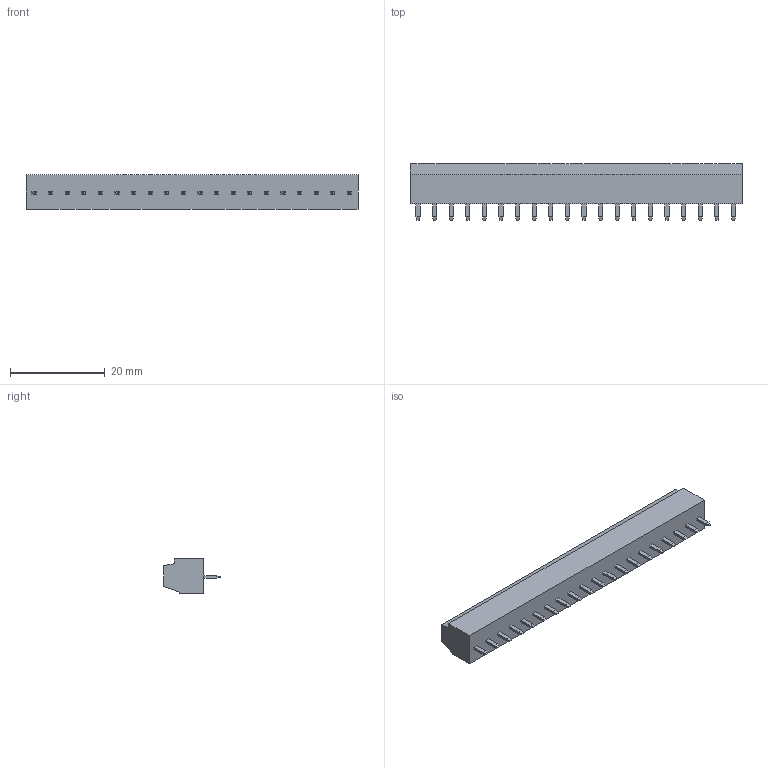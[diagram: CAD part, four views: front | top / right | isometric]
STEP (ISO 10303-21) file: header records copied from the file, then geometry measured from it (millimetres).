
FILE_DESCRIPTION((''),'2;1');
FILE_NAME('393570020','2015-01-07T',('me'),(''),'PRO/ENGINEER BY PARAMETRIC TECHNOLOGY CORPORATION, 2011490','PRO/ENGINEER BY PARAMETRIC TECHNOLOGY CORPORATION, 2011490','');
FILE_SCHEMA(('CONFIG_CONTROL_DESIGN'));
Length unit declared in the file: inch
Products named in the file (1): 393570020
Bounding box: 70.1 x 12.01 x 7.29 mm (x, y, z)
Volume: 3497.9 mm3; surface area: 3319.4 mm2
Topology: 1 solids, 1 shells, 550 faces, 1324 edges, 856 vertices
Faces by surface type: plane 470, cone 40, cylinder 40
Entity records: 15577 total; most frequent: DIRECTION 2666, CARTESIAN_POINT 2651, ORIENTED_EDGE 2528, EDGE_CURVE 1264, VECTOR 1084, LINE 1084, AXIS2_PLACEMENT_3D 791, VERTEX_POINT 776
